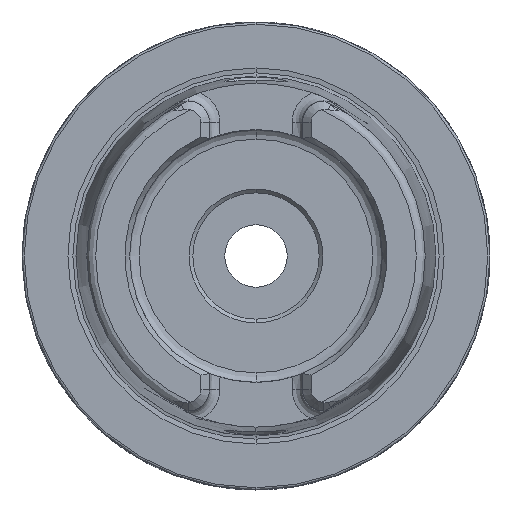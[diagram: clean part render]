
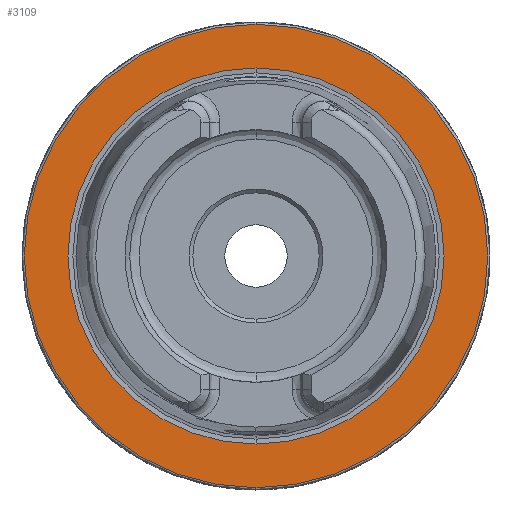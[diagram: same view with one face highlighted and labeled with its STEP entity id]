
A CAD part, left-side view. The second image highlights one B-rep face of the part: STEP entity #3109.
In plain terms, the highlighted planar face has unit normal (-1, 0, 0).
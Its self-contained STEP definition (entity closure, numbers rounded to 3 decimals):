
#1118 = AXIS2_PLACEMENT_3D ( 'NONE', #10042, #10047, #10046 ) ;
#1395 = CARTESIAN_POINT ( 'NONE',  ( 0., 0., 0. ) ) ;
#1446 = DIRECTION ( 'NONE',  ( -1., 0., 0. ) ) ;
#1449 = DIRECTION ( 'NONE',  ( 0., 0., 1. ) ) ;
#1908 = EDGE_CURVE ( 'NONE', #5620, #5618, #5144, .T. ) ;
#2221 = EDGE_CURVE ( 'NONE', #5484, #6033, #4743, .T. ) ;
#2304 = EDGE_CURVE ( 'NONE', #6033, #5484, #4524, .T. ) ;
#2317 = EDGE_CURVE ( 'NONE', #5618, #5620, #4450, .T. ) ;
#2448 = FACE_BOUND ( 'NONE', #9850, .T. ) ;
#2803 = FACE_OUTER_BOUND ( 'NONE', #9904, .T. ) ;
#2926 = DIRECTION ( 'NONE',  ( -1., 0., 0. ) ) ;
#3109 = ADVANCED_FACE ( 'NONE', ( #2448, #2803 ), #10035, .F. ) ;
#3370 = CARTESIAN_POINT ( 'NONE',  ( 0., 0., 0. ) ) ;
#3546 = DIRECTION ( 'NONE',  ( 0., 0., 1. ) ) ;
#4119 = ORIENTED_EDGE ( 'NONE', *, *, #1908, .T. ) ;
#4127 = ORIENTED_EDGE ( 'NONE', *, *, #2317, .T. ) ;
#4196 = ORIENTED_EDGE ( 'NONE', *, *, #2221, .F. ) ;
#4230 = ORIENTED_EDGE ( 'NONE', *, *, #2304, .F. ) ;
#4450 = CIRCLE ( 'NONE', #8920, 31.2 ) ;
#4524 = CIRCLE ( 'NONE', #8936, 25.319 ) ;
#4743 = CIRCLE ( 'NONE', #8893, 25.319 ) ;
#5144 = CIRCLE ( 'NONE', #6373, 31.2 ) ;
#5484 = VERTEX_POINT ( 'NONE', #10289 ) ;
#5618 = VERTEX_POINT ( 'NONE', #10310 ) ;
#5620 = VERTEX_POINT ( 'NONE', #10604 ) ;
#6033 = VERTEX_POINT ( 'NONE', #10172 ) ;
#6373 = AXIS2_PLACEMENT_3D ( 'NONE', #1395, #1446, #1449 ) ;
#7117 = DIRECTION ( 'NONE',  ( 0., 0., 1. ) ) ;
#7118 = DIRECTION ( 'NONE',  ( -1., 0., 0. ) ) ;
#7159 = CARTESIAN_POINT ( 'NONE',  ( 0., 0., 0. ) ) ;
#7889 = CARTESIAN_POINT ( 'NONE',  ( 0., 0., 0. ) ) ;
#8023 = DIRECTION ( 'NONE',  ( 0., 0., 1. ) ) ;
#8026 = DIRECTION ( 'NONE',  ( -1., 0., 0. ) ) ;
#8893 = AXIS2_PLACEMENT_3D ( 'NONE', #3370, #2926, #3546 ) ;
#8920 = AXIS2_PLACEMENT_3D ( 'NONE', #7159, #7118, #7117 ) ;
#8936 = AXIS2_PLACEMENT_3D ( 'NONE', #7889, #8026, #8023 ) ;
#9850 = EDGE_LOOP ( 'NONE', ( #4230, #4196 ) ) ;
#9904 = EDGE_LOOP ( 'NONE', ( #4119, #4127 ) ) ;
#10035 = PLANE ( 'NONE',  #1118 ) ;
#10042 = CARTESIAN_POINT ( 'NONE',  ( 0., 31.2, 0. ) ) ;
#10046 = DIRECTION ( 'NONE',  ( 0., 0., -1. ) ) ;
#10047 = DIRECTION ( 'NONE',  ( 1., 0., 0. ) ) ;
#10172 = CARTESIAN_POINT ( 'NONE',  ( 0., 0., 25.319 ) ) ;
#10289 = CARTESIAN_POINT ( 'NONE',  ( 0., 0., -25.319 ) ) ;
#10310 = CARTESIAN_POINT ( 'NONE',  ( 0., 0., -31.2 ) ) ;
#10604 = CARTESIAN_POINT ( 'NONE',  ( 0., 0., 31.2 ) ) ;
